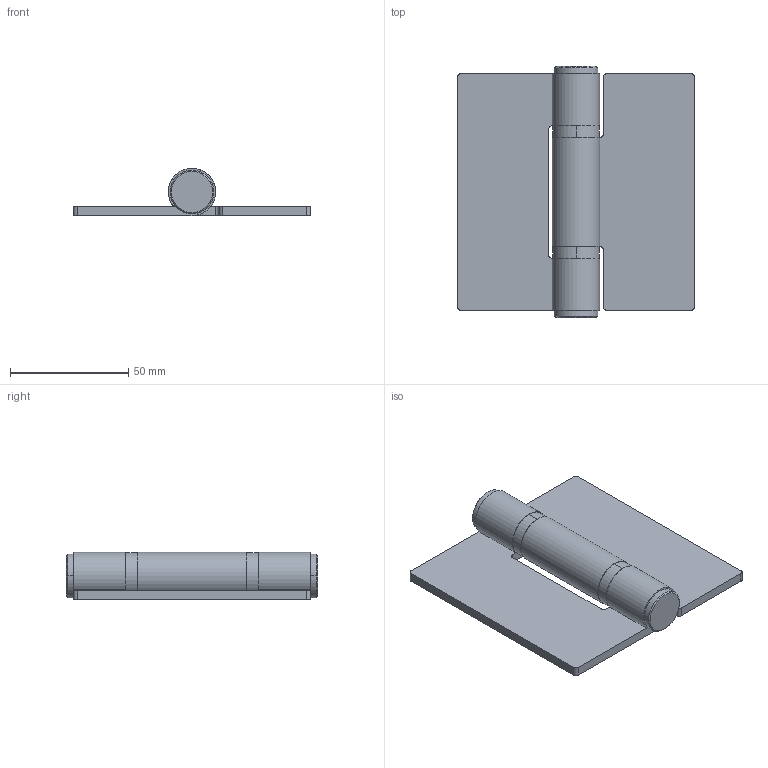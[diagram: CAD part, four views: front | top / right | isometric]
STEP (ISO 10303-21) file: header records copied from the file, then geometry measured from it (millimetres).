
FILE_DESCRIPTION (( 'STEP AP203' ), '1' );
FILE_NAME ('B-1001-3.STEP', '2008-10-16T08:27:56', ( ' ' ), ( ' ' ), 'SwSTEP 2.0', 'SolidWorks 2007', '' );
FILE_SCHEMA (( 'CONFIG_CONTROL_DESIGN' ));
Length unit declared in the file: millimetre
Products named in the file (6): B-1001-3僸儞僕A_岞_棉太倌; B-1001-3; B-1001-3幉_岞_棉太倌; B-1001-3焼結リング_公_ﾃﾞﾌｫﾙﾄ; B-1001-3僸儞僕B_岞_棉太倌; B-1001-3僉儍僢僾_岞_棉太倌
Assembly tree (7 placements, depth 2):
  B-1001-3
    B-1001-3僸儞僕B_岞_棉太倌
    B-1001-3幉_岞_棉太倌
    B-1001-3僉儍僢僾_岞_棉太倌  x2
    B-1001-3焼結リング_公_ﾃﾞﾌｫﾙﾄ  x2
    B-1001-3僸儞僕A_岞_棉太倌
Bounding box: 100 x 106 x 19.99 mm (x, y, z)
Volume: 64753.6 mm3; surface area: 35594.1 mm2
Topology: 7 solids, 7 shells, 78 faces, 174 edges, 112 vertices
Faces by surface type: cylinder 34, plane 32, cone 12
Entity records: 2452 total; most frequent: DIRECTION 344, CARTESIAN_POINT 305, ORIENTED_EDGE 284, EDGE_CURVE 142, AXIS2_PLACEMENT_3D 131, VERTEX_POINT 92, LINE 82, VECTOR 82
